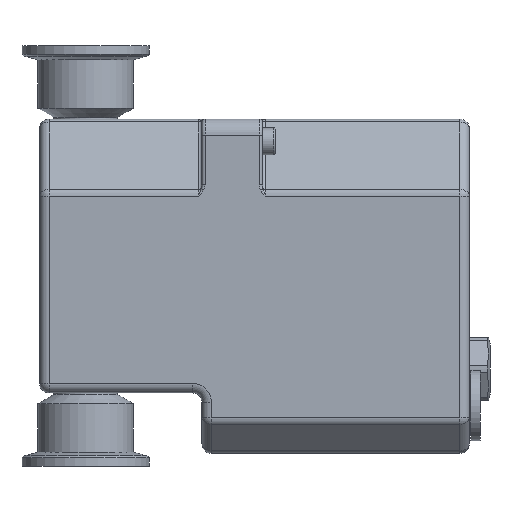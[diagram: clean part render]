
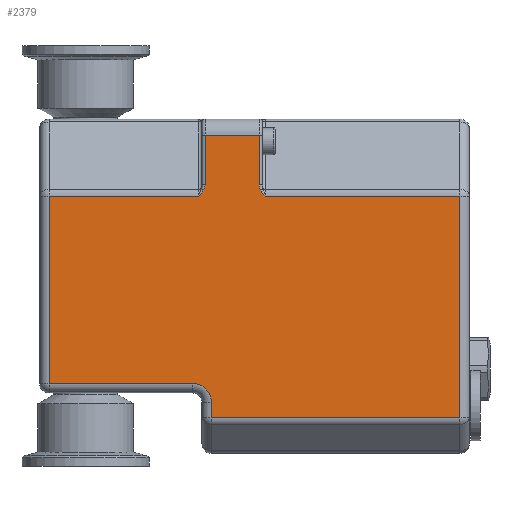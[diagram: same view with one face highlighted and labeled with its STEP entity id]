
A CAD part, left-side view. The second image highlights one B-rep face of the part: STEP entity #2379.
In plain terms, the highlighted planar face has unit normal (-1, 0, 0).
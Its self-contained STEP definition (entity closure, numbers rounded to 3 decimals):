
#49=CARTESIAN_POINT('',(-40.,-34.0,-41.255));
#50=VERTEX_POINT('',#49);
#60=CARTESIAN_POINT('',(-40.,44.0,-41.255));
#61=VERTEX_POINT('',#60);
#62=CARTESIAN_POINT('',(-40.,44.0,-41.255));
#63=DIRECTION('',(0.0,-1.0,0.0));
#64=VECTOR('',#63,78.0);
#65=LINE('',#62,#64);
#66=EDGE_CURVE('',#61,#50,#65,.T.);
#662=CARTESIAN_POINT('',(-40.0,-34.0,28.26));
#663=VERTEX_POINT('',#662);
#671=CARTESIAN_POINT('',(-40.0,-34.0,28.26));
#672=DIRECTION('',(0.0,0.0,-1.0));
#673=VECTOR('',#672,69.515);
#674=LINE('',#671,#673);
#675=EDGE_CURVE('',#663,#50,#674,.T.);
#685=CARTESIAN_POINT('',(-40.0,27.,28.26));
#686=VERTEX_POINT('',#685);
#694=CARTESIAN_POINT('',(-40.0,27.,28.26));
#695=DIRECTION('',(0.0,-1.0,0.0));
#696=VECTOR('',#695,61.);
#697=LINE('',#694,#696);
#698=EDGE_CURVE('',#686,#663,#697,.T.);
#2226=CARTESIAN_POINT('',(-40.0,29.,47.503));
#2227=VERTEX_POINT('',#2226);
#2236=CARTESIAN_POINT('',(-40.,46.,47.503));
#2237=VERTEX_POINT('',#2236);
#2245=CARTESIAN_POINT('',(-40.,46.,47.503));
#2246=DIRECTION('',(0.0,-1.0,0.0));
#2247=VECTOR('',#2246,17.);
#2248=LINE('',#2245,#2247);
#2249=EDGE_CURVE('',#2237,#2227,#2248,.T.);
#2254=CARTESIAN_POINT('',(-40.,37.,-41.255));
#2255=DIRECTION('',(-1.0,0.0,0.0));
#2256=DIRECTION('',(0.0,0.0,1.0));
#2257=AXIS2_PLACEMENT_3D('',#2254,#2255,#2256);
#2258=PLANE('',#2257);
#2259=CARTESIAN_POINT('',(-40.0,28.621,30.26));
#2260=VERTEX_POINT('',#2259);
#2261=CARTESIAN_POINT('',(-40.0,28.621,30.26));
#2262=CARTESIAN_POINT('',(-40.0,28.582,30.184));
#2263=CARTESIAN_POINT('',(-40.,28.5,30.034));
#2264=CARTESIAN_POINT('',(-40.0,28.364,29.817));
#2265=CARTESIAN_POINT('',(-40.,28.217,29.606));
#2266=CARTESIAN_POINT('',(-40.,28.06,29.402));
#2267=CARTESIAN_POINT('',(-40.,27.896,29.203));
#2268=CARTESIAN_POINT('',(-40.,27.725,29.009));
#2269=CARTESIAN_POINT('',(-40.,27.549,28.818));
#2270=CARTESIAN_POINT('',(-40.,27.369,28.632));
#2271=CARTESIAN_POINT('',(-40.,27.188,28.448));
#2272=CARTESIAN_POINT('',(-40.,27.066,28.326));
#2273=CARTESIAN_POINT('',(-40.0,27.004,28.264));
#2274=CARTESIAN_POINT('',(-40.0,27.002,28.262));
#2275=CARTESIAN_POINT('',(-40.0,27.,28.26));
#2276=B_SPLINE_CURVE_WITH_KNOTS('',3,(#2261,#2262,#2263,#2264,#2265,#2266,#2267,#2268,#2269,#2270,#2271,#2272,#2273,#2274,#2275),.UNSPECIFIED.,.F.,.U.,(4,1,1,1,1,1,1,1,1,1,2,4),(0.0,0.026,0.051,0.077,0.103,0.128,0.154,0.18,0.205,0.231,0.257,0.257),.UNSPECIFIED.);
#2277=EDGE_CURVE('',#2260,#686,#2276,.T.);
#2278=ORIENTED_EDGE('',*,*,#2277,.F.);
#2279=CARTESIAN_POINT('',(-40.,29.,31.917));
#2280=VERTEX_POINT('',#2279);
#2281=CARTESIAN_POINT('',(-40.0,27.,31.917));
#2282=DIRECTION('',(-1.0,0.0,0.0));
#2283=DIRECTION('',(0.0,0.0,-1.0));
#2284=AXIS2_PLACEMENT_3D('',#2281,#2282,#2283);
#2285=ELLIPSE('',#2284,2.828,2.);
#2286=EDGE_CURVE('',#2280,#2260,#2285,.T.);
#2287=ORIENTED_EDGE('',*,*,#2286,.F.);
#2288=CARTESIAN_POINT('',(-40.0,29.,47.503));
#2289=DIRECTION('',(0.0,0.0,-1.0));
#2290=VECTOR('',#2289,15.586);
#2291=LINE('',#2288,#2290);
#2292=EDGE_CURVE('',#2227,#2280,#2291,.T.);
#2293=ORIENTED_EDGE('',*,*,#2292,.F.);
#2294=ORIENTED_EDGE('',*,*,#2249,.F.);
#2295=CARTESIAN_POINT('',(-40.,46.,31.917));
#2296=VERTEX_POINT('',#2295);
#2297=CARTESIAN_POINT('',(-40.,46.,31.917));
#2298=DIRECTION('',(0.0,0.0,1.0));
#2299=VECTOR('',#2298,15.586);
#2300=LINE('',#2297,#2299);
#2301=EDGE_CURVE('',#2296,#2237,#2300,.T.);
#2302=ORIENTED_EDGE('',*,*,#2301,.F.);
#2303=CARTESIAN_POINT('',(-40.,46.379,30.26));
#2304=VERTEX_POINT('',#2303);
#2305=CARTESIAN_POINT('',(-40.,48.,31.917));
#2306=DIRECTION('',(-1.0,0.0,0.0));
#2307=DIRECTION('',(0.0,0.0,-1.0));
#2308=AXIS2_PLACEMENT_3D('',#2305,#2306,#2307);
#2309=ELLIPSE('',#2308,2.828,2.);
#2310=EDGE_CURVE('',#2304,#2296,#2309,.T.);
#2311=ORIENTED_EDGE('',*,*,#2310,.F.);
#2312=CARTESIAN_POINT('',(-40.,48.,28.26));
#2313=VERTEX_POINT('',#2312);
#2314=CARTESIAN_POINT('',(-40.,48.,28.26));
#2315=CARTESIAN_POINT('',(-40.,47.998,28.262));
#2316=CARTESIAN_POINT('',(-40.,47.996,28.264));
#2317=CARTESIAN_POINT('',(-40.,47.994,28.266));
#2318=CARTESIAN_POINT('',(-40.,47.951,28.309));
#2319=CARTESIAN_POINT('',(-40.,47.865,28.396));
#2320=CARTESIAN_POINT('',(-40.,47.735,28.526));
#2321=CARTESIAN_POINT('',(-40.0,47.605,28.658));
#2322=CARTESIAN_POINT('',(-40.,47.477,28.792));
#2323=CARTESIAN_POINT('',(-40.,47.35,28.927));
#2324=CARTESIAN_POINT('',(-40.,47.226,29.064));
#2325=CARTESIAN_POINT('',(-40.,47.105,29.203));
#2326=CARTESIAN_POINT('',(-40.,46.967,29.369));
#2327=CARTESIAN_POINT('',(-40.,46.816,29.562));
#2328=CARTESIAN_POINT('',(-40.0,46.674,29.761));
#2329=CARTESIAN_POINT('',(-40.,46.525,29.992));
#2330=CARTESIAN_POINT('',(-40.,46.435,30.151));
#2331=CARTESIAN_POINT('',(-40.,46.379,30.26));
#2332=B_SPLINE_CURVE_WITH_KNOTS('',3,(#2314,#2315,#2316,#2317,#2318,#2319,#2320,#2321,#2322,#2323,#2324,#2325,#2326,#2327,#2328,#2329,#2330,#2331),.UNSPECIFIED.,.F.,.U.,(4,3,1,1,1,1,1,1,1,1,1,1,1,4),(-0.001,0.0,0.018,0.037,0.055,0.073,0.092,0.11,0.128,0.147,0.174,0.202,0.22,0.257),.UNSPECIFIED.);
#2333=EDGE_CURVE('',#2313,#2304,#2332,.T.);
#2334=ORIENTED_EDGE('',*,*,#2333,.F.);
#2335=CARTESIAN_POINT('',(-40.,95.,28.26));
#2336=VERTEX_POINT('',#2335);
#2337=CARTESIAN_POINT('',(-40.,95.,28.26));
#2338=DIRECTION('',(0.0,-1.0,0.0));
#2339=VECTOR('',#2338,47.);
#2340=LINE('',#2337,#2339);
#2341=EDGE_CURVE('',#2336,#2313,#2340,.T.);
#2342=ORIENTED_EDGE('',*,*,#2341,.F.);
#2343=CARTESIAN_POINT('',(-40.,95.,-30.497));
#2344=VERTEX_POINT('',#2343);
#2345=CARTESIAN_POINT('',(-40.,95.,-30.497));
#2346=DIRECTION('',(0.0,0.0,1.0));
#2347=VECTOR('',#2346,58.757);
#2348=LINE('',#2345,#2347);
#2349=EDGE_CURVE('',#2344,#2336,#2348,.T.);
#2350=ORIENTED_EDGE('',*,*,#2349,.F.);
#2351=CARTESIAN_POINT('',(-40.,50.0,-30.497));
#2352=VERTEX_POINT('',#2351);
#2353=CARTESIAN_POINT('',(-40.,50.0,-30.497));
#2354=DIRECTION('',(0.0,1.0,0.0));
#2355=VECTOR('',#2354,45.);
#2356=LINE('',#2353,#2355);
#2357=EDGE_CURVE('',#2352,#2344,#2356,.T.);
#2358=ORIENTED_EDGE('',*,*,#2357,.F.);
#2359=CARTESIAN_POINT('',(-40.,44.0,-36.497));
#2360=VERTEX_POINT('',#2359);
#2361=CARTESIAN_POINT('',(-40.,50.0,-36.497));
#2362=DIRECTION('',(-1.0,0.,0.));
#2363=DIRECTION('',(0.,-0.707,0.707));
#2364=AXIS2_PLACEMENT_3D('',#2361,#2362,#2363);
#2365=CIRCLE('',#2364,6.);
#2366=EDGE_CURVE('',#2360,#2352,#2365,.T.);
#2367=ORIENTED_EDGE('',*,*,#2366,.F.);
#2368=CARTESIAN_POINT('',(-40.,44.0,-41.255));
#2369=DIRECTION('',(0.0,0.0,1.0));
#2370=VECTOR('',#2369,4.757);
#2371=LINE('',#2368,#2370);
#2372=EDGE_CURVE('',#61,#2360,#2371,.T.);
#2373=ORIENTED_EDGE('',*,*,#2372,.F.);
#2374=ORIENTED_EDGE('',*,*,#66,.T.);
#2375=ORIENTED_EDGE('',*,*,#675,.F.);
#2376=ORIENTED_EDGE('',*,*,#698,.F.);
#2377=EDGE_LOOP('',(#2278,#2287,#2293,#2294,#2302,#2311,#2334,#2342,#2350,#2358,#2367,#2373,#2374,#2375,#2376));
#2378=FACE_OUTER_BOUND('',#2377,.T.);
#2379=ADVANCED_FACE('',(#2378),#2258,.T.);
